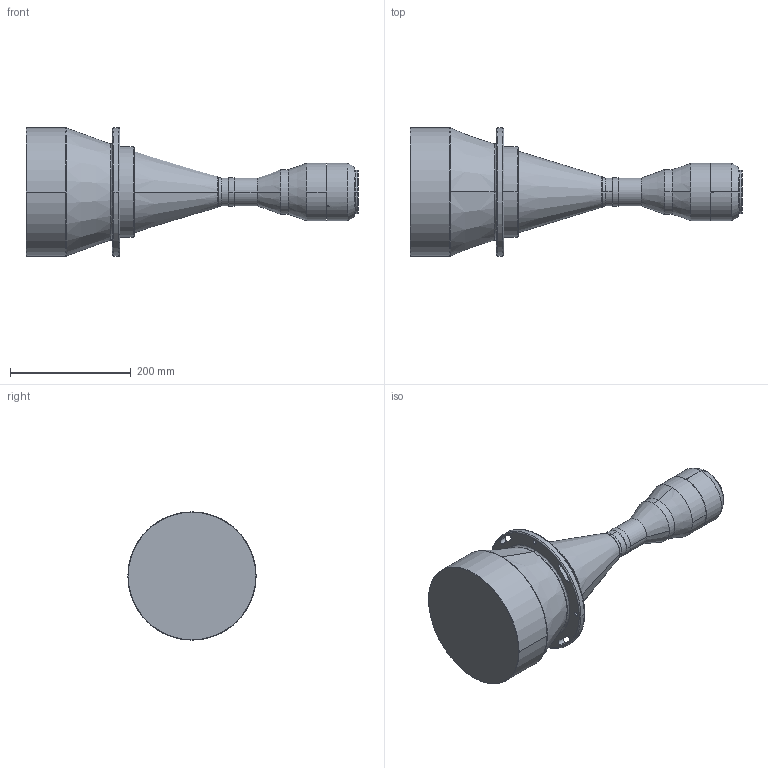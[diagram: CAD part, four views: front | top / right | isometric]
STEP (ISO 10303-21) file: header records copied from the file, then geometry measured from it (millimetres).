
FILE_DESCRIPTION (( 'STEP AP203' ), '1' );
FILE_NAME ('DTCM16K-170-AL.STEP', '2019-11-18T03:25:40', ( 'Windows 蚚誧' ), ( '' ), 'SwSTEP 2.0', 'SolidWorks 2017', '' );
FILE_SCHEMA (( 'CONFIG_CONTROL_DESIGN' ));
Length unit declared in the file: millimetre
Products named in the file (1): DTCM16K-170-AL
Bounding box: 548.9 x 212 x 212 mm (x, y, z)
Volume: 7254916.6 mm3; surface area: 286195 mm2
Topology: 1 solids, 1 shells, 110 faces, 277 edges, 173 vertices
Faces by surface type: cylinder 58, cone 26, bspline 16, plane 10
Entity records: 4200 total; most frequent: CARTESIAN_POINT 1499, DIRECTION 579, ORIENTED_EDGE 542, EDGE_CURVE 271, AXIS2_PLACEMENT_3D 247, VERTEX_POINT 173, CIRCLE 152, EDGE_LOOP 136
